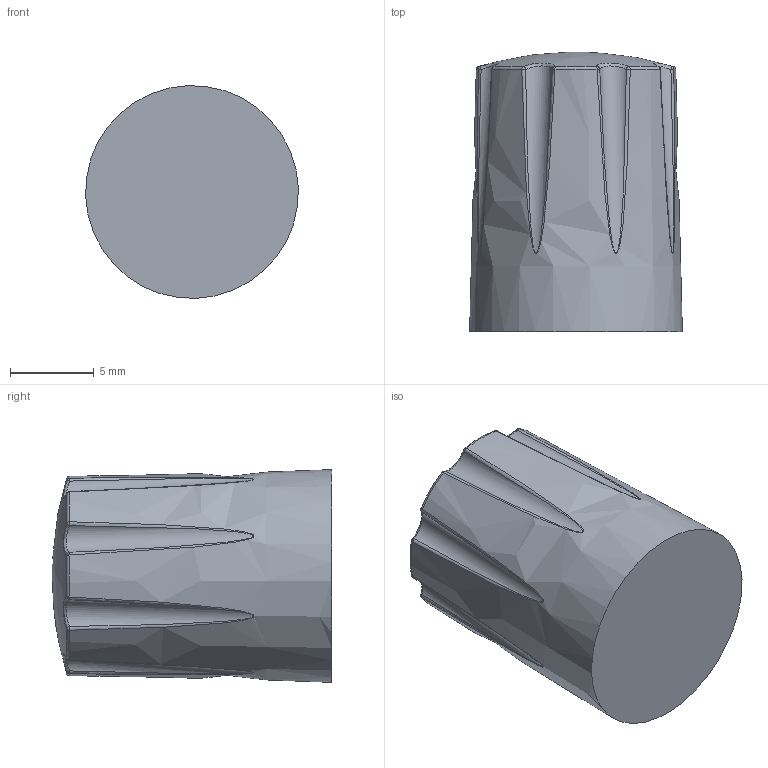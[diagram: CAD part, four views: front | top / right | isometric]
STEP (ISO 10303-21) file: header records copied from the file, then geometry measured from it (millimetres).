
FILE_DESCRIPTION(/* description */ (''),/* implementation_level */ '2;1');
FILE_NAME(/* name */ 'Davies-900.step',/* time_stamp */ '2019-03-24T23:38:16+08:00',/* author */ (''),/* organization */ (''),/* preprocessor_version */ 'ST-DEVELOPER v17.2',/* originating_system */ 'Autodesk Translation Framework v7.6.0.251',/* authorisation */ '');
FILE_SCHEMA (('AUTOMOTIVE_DESIGN { 1 0 10303 214 3 1 1 }'));
Length unit declared in the file: millimetre
Products named in the file (2): Davies-900; Knob
Assembly tree (1 placements, depth 2):
  Davies-900
    Knob
Bounding box: 12.69 x 16.69 x 12.69 mm (x, y, z)
Volume: 1893.9 mm3; surface area: 924.8 mm2
Topology: 2 solids, 2 shells, 63 faces, 129 edges, 70 vertices
Faces by surface type: sphere 18, bspline 16, plane 11, torus 9, cylinder 8, cone 1
Entity records: 3855 total; most frequent: CARTESIAN_POINT 2548, DIRECTION 263, ORIENTED_EDGE 258, EDGE_CURVE 129, AXIS2_PLACEMENT_3D 123, CIRCLE 73, VERTEX_POINT 70, FACE_OUTER_BOUND 63
